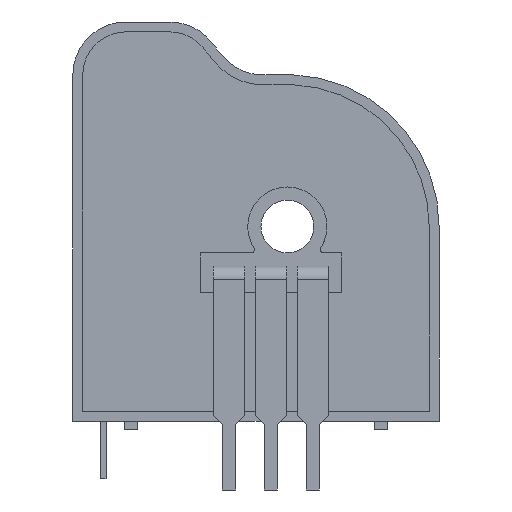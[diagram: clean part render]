
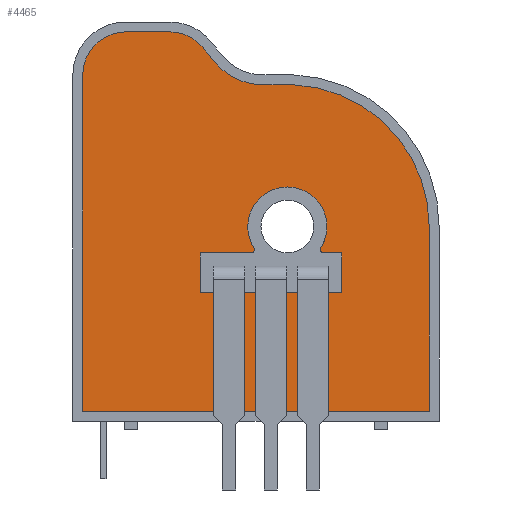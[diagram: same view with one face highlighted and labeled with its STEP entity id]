
A CAD part, front view. The second image highlights one B-rep face of the part: STEP entity #4465.
In plain terms, the highlighted planar face has unit normal (0, -1, 0).
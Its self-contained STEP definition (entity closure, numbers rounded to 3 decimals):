
#4067=CARTESIAN_POINT('',(4.3,-4.2,12.3));
#4068=VERTEX_POINT('',#4067);
#4084=CARTESIAN_POINT('',(-0.5,-4.2,12.3));
#4085=VERTEX_POINT('',#4084);
#4092=CARTESIAN_POINT('',(1.9,-4.2,12.3));
#4093=DIRECTION('',(0.0,1.0,0.0));
#4094=DIRECTION('',(1.0,0.0,0.0));
#4095=AXIS2_PLACEMENT_3D('',#4092,#4093,#4094);
#4096=CIRCLE('',#4095,2.4);
#4097=EDGE_CURVE('',#4068,#4085,#4096,.T.);
#4108=CARTESIAN_POINT('',(1.9,-4.2,12.3));
#4109=DIRECTION('',(0.0,1.0,0.0));
#4110=DIRECTION('',(1.0,0.0,0.0));
#4111=AXIS2_PLACEMENT_3D('',#4108,#4109,#4110);
#4112=CIRCLE('',#4111,2.4);
#4113=EDGE_CURVE('',#4085,#4068,#4112,.T.);
#4141=CARTESIAN_POINT('',(10.5,-4.2,12.3));
#4142=VERTEX_POINT('',#4141);
#4149=CARTESIAN_POINT('',(10.5,-4.2,1.1));
#4150=VERTEX_POINT('',#4149);
#4151=CARTESIAN_POINT('',(10.5,-4.2,12.3));
#4152=DIRECTION('',(0.0,0.0,-1.0));
#4153=VECTOR('',#4152,11.2);
#4154=LINE('',#4151,#4153);
#4155=EDGE_CURVE('',#4142,#4150,#4154,.T.);
#4180=CARTESIAN_POINT('',(2.282,-4.2,20.892));
#4181=VERTEX_POINT('',#4180);
#4188=CARTESIAN_POINT('',(1.9,-4.2,12.3));
#4189=DIRECTION('',(0.0,1.0,0.0));
#4190=DIRECTION('',(0.723,0.0,0.691));
#4191=AXIS2_PLACEMENT_3D('',#4188,#4189,#4190);
#4192=CIRCLE('',#4191,8.6);
#4193=EDGE_CURVE('',#4181,#4142,#4192,.T.);
#4212=CARTESIAN_POINT('',(0.283,-4.2,20.892));
#4213=VERTEX_POINT('',#4212);
#4220=CARTESIAN_POINT('',(0.283,-4.2,20.892));
#4221=DIRECTION('',(1.0,0.0,0.0));
#4222=VECTOR('',#4221,1.999);
#4223=LINE('',#4220,#4222);
#4224=EDGE_CURVE('',#4213,#4181,#4223,.T.);
#4244=CARTESIAN_POINT('',(-2.517,-4.2,22.292));
#4245=VERTEX_POINT('',#4244);
#4252=CARTESIAN_POINT('',(0.432,-4.2,24.689));
#4253=DIRECTION('',(0.0,-1.0,0.0));
#4254=DIRECTION('',(-0.447,0.0,-0.894));
#4255=AXIS2_PLACEMENT_3D('',#4252,#4253,#4254);
#4256=CIRCLE('',#4255,3.8);
#4257=EDGE_CURVE('',#4245,#4213,#4256,.T.);
#4276=CARTESIAN_POINT('',(-3.205,-4.2,23.14));
#4277=VERTEX_POINT('',#4276);
#4284=CARTESIAN_POINT('',(-3.205,-4.2,23.14));
#4285=DIRECTION('',(0.631,0.0,-0.776));
#4286=VECTOR('',#4285,1.092);
#4287=LINE('',#4284,#4286);
#4288=EDGE_CURVE('',#4277,#4245,#4287,.T.);
#4308=CARTESIAN_POINT('',(-5.223,-4.2,24.1));
#4309=VERTEX_POINT('',#4308);
#4316=CARTESIAN_POINT('',(-5.223,-4.2,21.5));
#4317=DIRECTION('',(0.0,1.0,0.0));
#4318=DIRECTION('',(0.43,0.0,0.903));
#4319=AXIS2_PLACEMENT_3D('',#4316,#4317,#4318);
#4320=CIRCLE('',#4319,2.6);
#4321=EDGE_CURVE('',#4309,#4277,#4320,.T.);
#4340=CARTESIAN_POINT('',(-7.9,-4.2,24.1));
#4341=VERTEX_POINT('',#4340);
#4348=CARTESIAN_POINT('',(-7.9,-4.2,24.1));
#4349=DIRECTION('',(1.0,0.0,0.0));
#4350=VECTOR('',#4349,2.677);
#4351=LINE('',#4348,#4350);
#4352=EDGE_CURVE('',#4341,#4309,#4351,.T.);
#4372=CARTESIAN_POINT('',(-10.5,-4.2,21.5));
#4373=VERTEX_POINT('',#4372);
#4380=CARTESIAN_POINT('',(-7.9,-4.2,21.5));
#4381=DIRECTION('',(0.0,1.0,0.0));
#4382=DIRECTION('',(-0.707,0.0,0.707));
#4383=AXIS2_PLACEMENT_3D('',#4380,#4381,#4382);
#4384=CIRCLE('',#4383,2.6);
#4385=EDGE_CURVE('',#4373,#4341,#4384,.T.);
#4404=CARTESIAN_POINT('',(-10.5,-4.2,1.1));
#4405=VERTEX_POINT('',#4404);
#4412=CARTESIAN_POINT('',(-10.5,-4.2,1.1));
#4413=DIRECTION('',(0.0,0.0,1.0));
#4414=VECTOR('',#4413,20.4);
#4415=LINE('',#4412,#4414);
#4416=EDGE_CURVE('',#4405,#4373,#4415,.T.);
#4434=CARTESIAN_POINT('',(10.5,-4.2,1.1));
#4435=DIRECTION('',(-1.0,0.0,0.0));
#4436=VECTOR('',#4435,21.);
#4437=LINE('',#4434,#4436);
#4438=EDGE_CURVE('',#4150,#4405,#4437,.T.);
#4444=CARTESIAN_POINT('',(-0.86,-4.2,11.204));
#4445=DIRECTION('',(0.0,1.0,0.0));
#4446=DIRECTION('',(0.0,0.0,1.0));
#4447=AXIS2_PLACEMENT_3D('',#4444,#4445,#4446);
#4448=PLANE('',#4447);
#4449=ORIENTED_EDGE('',*,*,#4438,.F.);
#4450=ORIENTED_EDGE('',*,*,#4155,.F.);
#4451=ORIENTED_EDGE('',*,*,#4193,.F.);
#4452=ORIENTED_EDGE('',*,*,#4224,.F.);
#4453=ORIENTED_EDGE('',*,*,#4257,.F.);
#4454=ORIENTED_EDGE('',*,*,#4288,.F.);
#4455=ORIENTED_EDGE('',*,*,#4321,.F.);
#4456=ORIENTED_EDGE('',*,*,#4352,.F.);
#4457=ORIENTED_EDGE('',*,*,#4385,.F.);
#4458=ORIENTED_EDGE('',*,*,#4416,.F.);
#4459=EDGE_LOOP('',(#4449,#4450,#4451,#4452,#4453,#4454,#4455,#4456,#4457,#4458));
#4460=FACE_OUTER_BOUND('',#4459,.T.);
#4461=ORIENTED_EDGE('',*,*,#4113,.T.);
#4462=ORIENTED_EDGE('',*,*,#4097,.T.);
#4463=EDGE_LOOP('',(#4461,#4462));
#4464=FACE_BOUND('',#4463,.T.);
#4465=ADVANCED_FACE('',(#4460,#4464),#4448,.F.);
